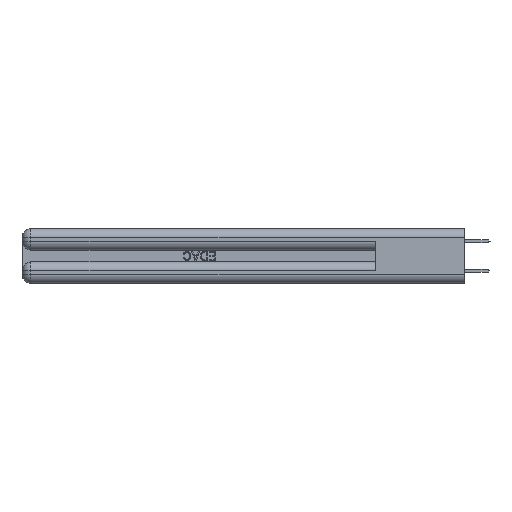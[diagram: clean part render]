
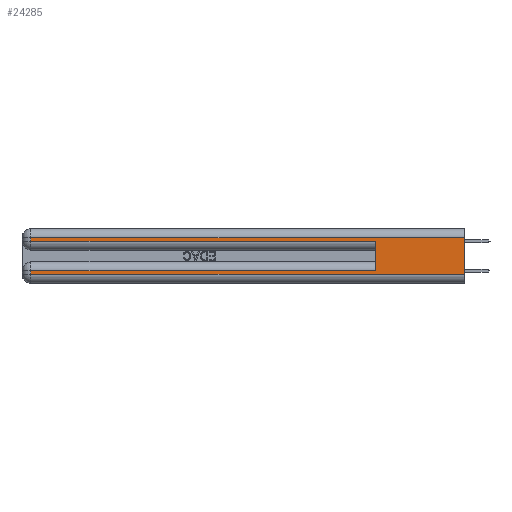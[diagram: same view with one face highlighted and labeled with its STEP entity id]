
A CAD part, left-side view. The second image highlights one B-rep face of the part: STEP entity #24285.
In plain terms, the highlighted planar face has unit normal (-1, 0, 0).
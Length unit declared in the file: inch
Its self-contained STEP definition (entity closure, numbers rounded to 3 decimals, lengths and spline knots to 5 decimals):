
#175 = DIRECTION ( 'NONE',  ( 0., 0., -1. ) ) ;
#200 = DIRECTION ( 'NONE',  ( 0., 0., -1. ) ) ;
#1405 = EDGE_CURVE ( 'NONE', #40328, #4275, #24356, .T. ) ;
#3003 = ORIENTED_EDGE ( 'NONE', *, *, #38201, .T. ) ;
#4175 = CARTESIAN_POINT ( 'NONE',  ( 0., 0.6, 0.285 ) ) ;
#4275 = VERTEX_POINT ( 'NONE', #35965 ) ;
#5089 = VERTEX_POINT ( 'NONE', #4175 ) ;
#5343 = DIRECTION ( 'NONE',  ( 0., 1., 0. ) ) ;
#7023 = VECTOR ( 'NONE', #200, 39.37008 ) ;
#8337 = VECTOR ( 'NONE', #5343, 39.37008 ) ;
#8388 = DIRECTION ( 'NONE',  ( 0., -1., 0. ) ) ;
#9056 = LINE ( 'NONE', #34371, #17724 ) ;
#9719 = EDGE_CURVE ( 'NONE', #32314, #4275, #17664, .T. ) ;
#10726 = EDGE_CURVE ( 'NONE', #37900, #32314, #32871, .T. ) ;
#12079 = EDGE_CURVE ( 'NONE', #24529, #37900, #18039, .T. ) ;
#12271 = CARTESIAN_POINT ( 'NONE',  ( 0., 0.6, 0.085 ) ) ;
#12342 = DIRECTION ( 'NONE',  ( 0., -1., 0. ) ) ;
#13295 = CARTESIAN_POINT ( 'NONE',  ( 0., 0., 0.37 ) ) ;
#13296 = VECTOR ( 'NONE', #39101, 39.37008 ) ;
#13855 = AXIS2_PLACEMENT_3D ( 'NONE', #17567, #40250, #20841 ) ;
#14112 = ORIENTED_EDGE ( 'NONE', *, *, #25195, .F. ) ;
#15029 = CARTESIAN_POINT ( 'NONE',  ( 0., 0., 0.31 ) ) ;
#16099 = ORIENTED_EDGE ( 'NONE', *, *, #12079, .T. ) ;
#16182 = FACE_OUTER_BOUND ( 'NONE', #25467, .T. ) ;
#16537 = CARTESIAN_POINT ( 'NONE',  ( 0., 2.94, 0.37 ) ) ;
#16539 = VECTOR ( 'NONE', #175, 39.37008 ) ;
#16701 = ORIENTED_EDGE ( 'NONE', *, *, #10726, .T. ) ;
#17006 = VECTOR ( 'NONE', #33919, 39.37008 ) ;
#17567 = CARTESIAN_POINT ( 'NONE',  ( 0., 0., 0.37 ) ) ;
#17664 = LINE ( 'NONE', #34419, #34965 ) ;
#17724 = VECTOR ( 'NONE', #34509, 39.37008 ) ;
#18039 = LINE ( 'NONE', #27544, #17006 ) ;
#19117 = CARTESIAN_POINT ( 'NONE',  ( 0., 2.94, 0.31 ) ) ;
#20841 = DIRECTION ( 'NONE',  ( 0., 0., -1. ) ) ;
#22679 = VECTOR ( 'NONE', #12342, 39.37008 ) ;
#24038 = LINE ( 'NONE', #35878, #13296 ) ;
#24285 = ADVANCED_FACE ( 'NONE', ( #16182 ), #30578, .F. ) ;
#24356 = LINE ( 'NONE', #13295, #7023 ) ;
#24529 = VERTEX_POINT ( 'NONE', #12271 ) ;
#25195 = EDGE_CURVE ( 'NONE', #24529, #5089, #9056, .T. ) ;
#25467 = EDGE_LOOP ( 'NONE', ( #27157, #29218, #38240, #3003, #14112, #16099, #16701, #26772 ) ) ;
#25636 = LINE ( 'NONE', #15029, #8337 ) ;
#26772 = ORIENTED_EDGE ( 'NONE', *, *, #9719, .T. ) ;
#27148 = EDGE_CURVE ( 'NONE', #40328, #29801, #25636, .T. ) ;
#27157 = ORIENTED_EDGE ( 'NONE', *, *, #1405, .F. ) ;
#27336 = CARTESIAN_POINT ( 'NONE',  ( 0., 2.94, 0.085 ) ) ;
#27544 = CARTESIAN_POINT ( 'NONE',  ( 0., 0., 0.085 ) ) ;
#28492 = CARTESIAN_POINT ( 'NONE',  ( 0., 2.94, 0.06 ) ) ;
#29218 = ORIENTED_EDGE ( 'NONE', *, *, #27148, .T. ) ;
#29801 = VERTEX_POINT ( 'NONE', #19117 ) ;
#30578 = PLANE ( 'NONE',  #13855 ) ;
#31384 = LINE ( 'NONE', #35097, #22679 ) ;
#32314 = VERTEX_POINT ( 'NONE', #28492 ) ;
#32871 = LINE ( 'NONE', #16537, #16539 ) ;
#33919 = DIRECTION ( 'NONE',  ( 0., 1., 0. ) ) ;
#34371 = CARTESIAN_POINT ( 'NONE',  ( 0., 0.6, 0.145 ) ) ;
#34419 = CARTESIAN_POINT ( 'NONE',  ( 0., 0., 0.06 ) ) ;
#34509 = DIRECTION ( 'NONE',  ( 0., 0., 1. ) ) ;
#34572 = VERTEX_POINT ( 'NONE', #39281 ) ;
#34965 = VECTOR ( 'NONE', #8388, 39.37008 ) ;
#35097 = CARTESIAN_POINT ( 'NONE',  ( 0., 0., 0.285 ) ) ;
#35878 = CARTESIAN_POINT ( 'NONE',  ( 0., 2.94, 0.37 ) ) ;
#35965 = CARTESIAN_POINT ( 'NONE',  ( 0., 0., 0.06 ) ) ;
#36057 = CARTESIAN_POINT ( 'NONE',  ( 0., 0., 0.31 ) ) ;
#37900 = VERTEX_POINT ( 'NONE', #27336 ) ;
#38201 = EDGE_CURVE ( 'NONE', #34572, #5089, #31384, .T. ) ;
#38240 = ORIENTED_EDGE ( 'NONE', *, *, #40916, .T. ) ;
#39101 = DIRECTION ( 'NONE',  ( 0., 0., -1. ) ) ;
#39281 = CARTESIAN_POINT ( 'NONE',  ( 0., 2.94, 0.285 ) ) ;
#40250 = DIRECTION ( 'NONE',  ( 1., 0., 0. ) ) ;
#40328 = VERTEX_POINT ( 'NONE', #36057 ) ;
#40916 = EDGE_CURVE ( 'NONE', #29801, #34572, #24038, .T. ) ;
